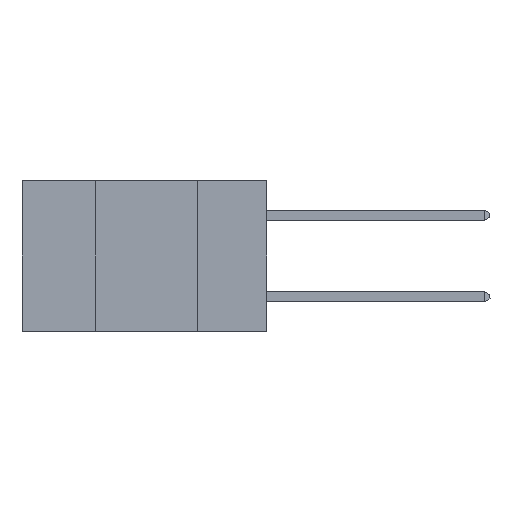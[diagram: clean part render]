
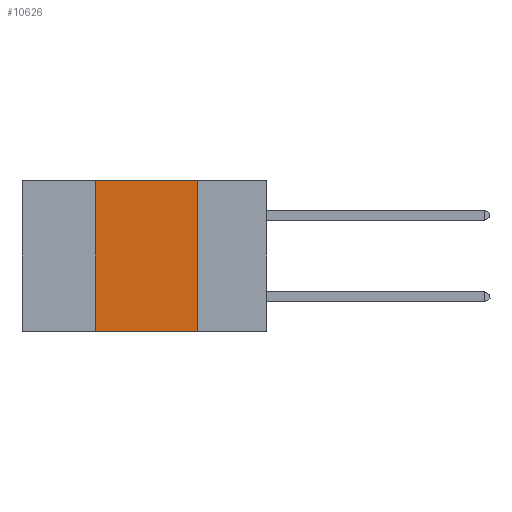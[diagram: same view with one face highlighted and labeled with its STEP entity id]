
A CAD part, left-side view. The second image highlights one B-rep face of the part: STEP entity #10626.
In plain terms, the highlighted planar face has unit normal (-1, 0, 0).
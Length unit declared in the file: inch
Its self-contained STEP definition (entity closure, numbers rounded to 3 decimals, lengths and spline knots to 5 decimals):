
#30 = EDGE_CURVE ( 'NONE', #5029, #4331, #11272, .T. ) ;
#129 = CARTESIAN_POINT ( 'NONE',  ( 0., 0.17, -0.37 ) ) ;
#875 = VECTOR ( 'NONE', #2819, 39.37008 ) ;
#1493 = LINE ( 'NONE', #15592, #4839 ) ;
#1529 = VECTOR ( 'NONE', #13792, 39.37008 ) ;
#1996 = LINE ( 'NONE', #5831, #1529 ) ;
#2048 = EDGE_CURVE ( 'NONE', #8083, #6365, #7429, .T. ) ;
#2704 = ORIENTED_EDGE ( 'NONE', *, *, #13618, .F. ) ;
#2819 = DIRECTION ( 'NONE',  ( 0., -1., 0. ) ) ;
#3611 = ORIENTED_EDGE ( 'NONE', *, *, #2048, .T. ) ;
#4277 = FACE_OUTER_BOUND ( 'NONE', #4781, .T. ) ;
#4331 = VERTEX_POINT ( 'NONE', #7972 ) ;
#4781 = EDGE_LOOP ( 'NONE', ( #2704, #10037, #13875, #3611 ) ) ;
#4839 = VECTOR ( 'NONE', #10377, 39.37008 ) ;
#5029 = VERTEX_POINT ( 'NONE', #5200 ) ;
#5200 = CARTESIAN_POINT ( 'NONE',  ( 0., 0.42, 0. ) ) ;
#5333 = PLANE ( 'NONE',  #12346 ) ;
#5831 = CARTESIAN_POINT ( 'NONE',  ( 0., 0.42, 0. ) ) ;
#6365 = VERTEX_POINT ( 'NONE', #129 ) ;
#7429 = LINE ( 'NONE', #14486, #875 ) ;
#7694 = VECTOR ( 'NONE', #15622, 39.37008 ) ;
#7972 = CARTESIAN_POINT ( 'NONE',  ( 0., 0.17, 0. ) ) ;
#8083 = VERTEX_POINT ( 'NONE', #12255 ) ;
#8102 = DIRECTION ( 'NONE',  ( 0., 0., -1. ) ) ;
#10037 = ORIENTED_EDGE ( 'NONE', *, *, #30, .F. ) ;
#10126 = CARTESIAN_POINT ( 'NONE',  ( 0., 0.6, 0. ) ) ;
#10377 = DIRECTION ( 'NONE',  ( 0., 0., -1. ) ) ;
#10626 = ADVANCED_FACE ( 'NONE', ( #4277 ), #5333, .F. ) ;
#11272 = LINE ( 'NONE', #10126, #7694 ) ;
#12255 = CARTESIAN_POINT ( 'NONE',  ( 0., 0.42, -0.37 ) ) ;
#12346 = AXIS2_PLACEMENT_3D ( 'NONE', #14611, #15965, #8102 ) ;
#12741 = EDGE_CURVE ( 'NONE', #8083, #5029, #1996, .T. ) ;
#13618 = EDGE_CURVE ( 'NONE', #4331, #6365, #1493, .T. ) ;
#13792 = DIRECTION ( 'NONE',  ( 0., 0., 1. ) ) ;
#13875 = ORIENTED_EDGE ( 'NONE', *, *, #12741, .F. ) ;
#14486 = CARTESIAN_POINT ( 'NONE',  ( 0., 0.6, -0.37 ) ) ;
#14611 = CARTESIAN_POINT ( 'NONE',  ( 0., 0.6, 0. ) ) ;
#15592 = CARTESIAN_POINT ( 'NONE',  ( 0., 0.17, 0. ) ) ;
#15622 = DIRECTION ( 'NONE',  ( 0., -1., 0. ) ) ;
#15965 = DIRECTION ( 'NONE',  ( 1., 0., 0. ) ) ;
